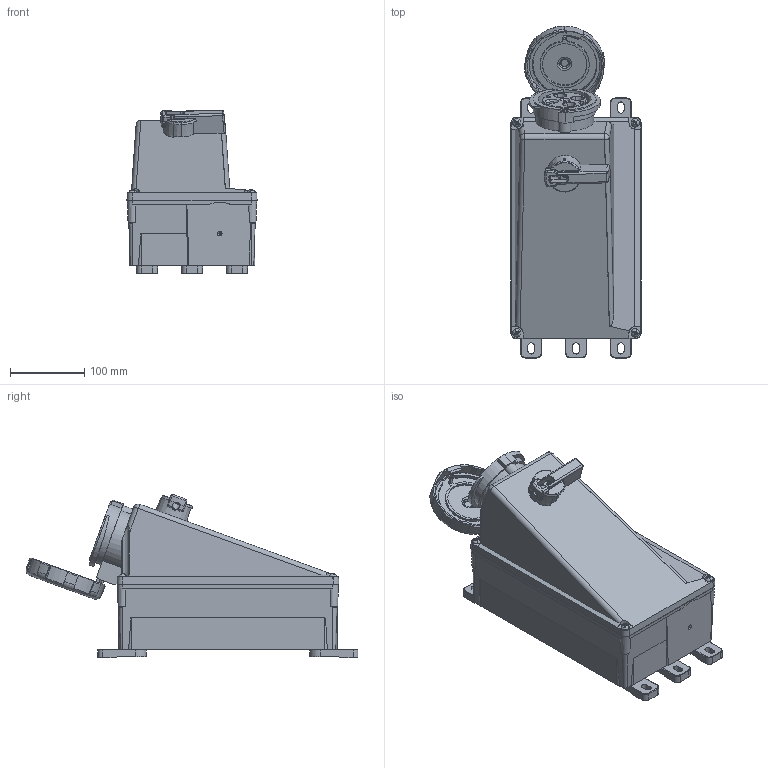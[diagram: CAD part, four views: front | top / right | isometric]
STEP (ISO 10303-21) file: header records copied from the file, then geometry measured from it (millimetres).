
FILE_DESCRIPTION (( 'STEP AP203' ), '1' );
FILE_NAME ('BRY460MI9W.step', '2023-02-15T14:36:33', ( '' ), ( '' ), 'SwSTEP 2.0', 'SolidWorks 2021', '' );
FILE_SCHEMA (( 'CONFIG_CONTROL_DESIGN' ));
Length unit declared in the file: inch
Products named in the file (1): BRY460MI9W
Bounding box: 174.75 x 445.74 x 219.32 mm (x, y, z)
Volume: 6988685.8 mm3; surface area: 530104.5 mm2
Topology: 17 solids, 17 shells, 2001 faces, 5371 edges, 3354 vertices
Faces by surface type: plane 760, cylinder 640, bspline 360, cone 133, torus 60, sphere 48
Entity records: 77560 total; most frequent: CARTESIAN_POINT 30508, ORIENTED_EDGE 10546, DIRECTION 8989, EDGE_CURVE 5273, VERTEX_POINT 3350, AXIS2_PLACEMENT_3D 3314, VECTOR 2361, LINE 2361
